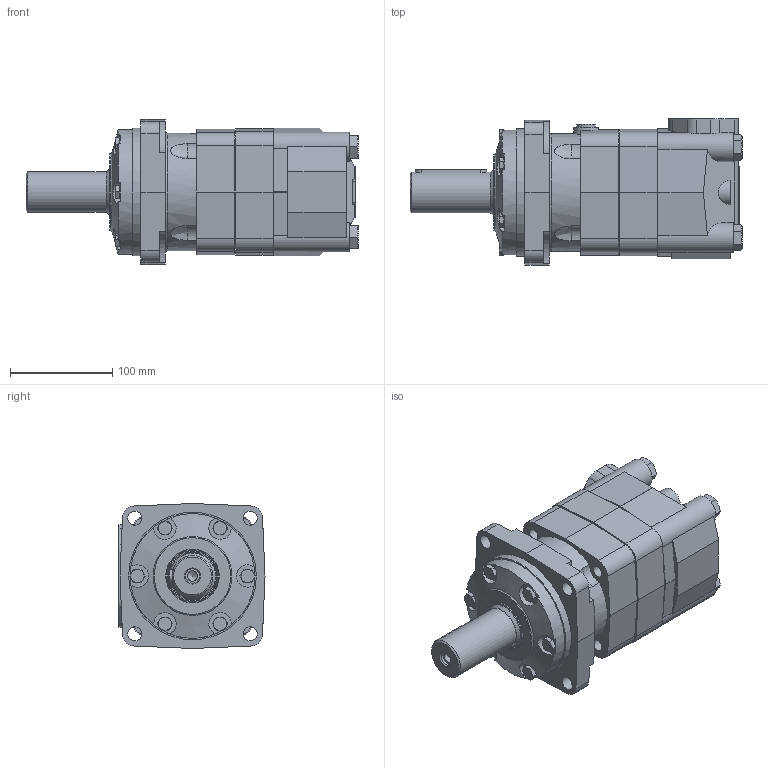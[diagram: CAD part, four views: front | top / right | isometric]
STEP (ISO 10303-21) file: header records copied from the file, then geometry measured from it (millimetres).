
FILE_DESCRIPTION( ( 'STEP AP214' ), '1' );
FILE_NAME( 'MT315C.stp', '2019-11-14T13:58:47', ( '' ), ( '' ), ' ', 'PARTsolutions', ' ' );
FILE_SCHEMA( ( 'AUTOMOTIVE_DESIGN { 1 0 10303 214 1 1 1 1 }' ) );
Length unit declared in the file: millimetre
Products named in the file (6): MT315C; _MTFL; _MT-CSH; _MT315D; _MTP; HI_Hexagon bolt DIN 931-1 M14x1000
Assembly tree (8 placements, depth 2):
  MT315C
    _MTFL
    _MT-CSH
    _MT315D
    _MTP
    HI_Hexagon bolt DIN 931-1 M14x1000  x4
Bounding box: 325.1 x 143 x 142 mm (x, y, z)
Volume: 3287309.3 mm3; surface area: 309233.4 mm2
Topology: 8 solids, 8 shells, 576 faces, 1358 edges, 858 vertices
Faces by surface type: plane 308, cylinder 155, cone 99, torus 10, bspline 4
Full cylindrical faces by diameter (mm): 2.4 x4, 6 x1, 7 x3, 8.376 x4, 10.106 x1, 11.835 x4, 13 x6, 14 x11, 14.2 x4, 14.3 x4, 14.8 x2, 15 x12, 16.4 x4, 18 x1, 24.117 x2, 28.7 x2, 40 x1, 45 x2, 75 x1, 103 x2, 108 x1, 109 x1, 115 x1, 122 x1, 125 x1
Entity records: 19795 total; most frequent: CARTESIAN_POINT 3999, DIRECTION 2432, ORIENTED_EDGE 2194, EDGE_CURVE 1097, AXIS2_PLACEMENT_3D 947, VERTEX_POINT 769, EDGE_LOOP 715, FACE_OUTER_BOUND 593
